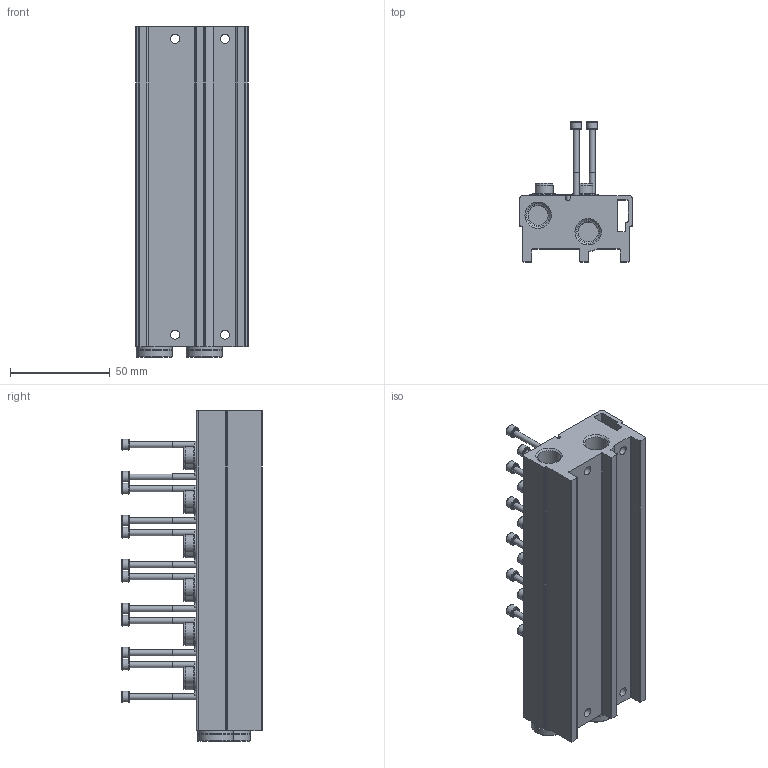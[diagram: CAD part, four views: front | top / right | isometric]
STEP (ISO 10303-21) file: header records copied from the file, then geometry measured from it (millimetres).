
FILE_DESCRIPTION(/* description */ ('STEP AP214'),/* implementation_level */ '2;1');
FILE_NAME(/* name */ '576469_VABM-B10-20S-G14-6-P3',/* time_stamp */ '2024-09-15T21:28:04+02:00',/* author */ ('License CC BY-ND 4.0'),/* organization */ ('CADENAS'),/* preprocessor_version */ 'ST-DEVELOPER v19.3',/* originating_system */ 'PARTsolutions',/* authorisation */ ' ');
FILE_SCHEMA (('AUTOMOTIVE_DESIGN {1 0 10303 214 3 1 1}'));
Length unit declared in the file: millimetre
Products named in the file (5): 576469 VABM-B10-20S-G14-6-P3; 576469 VABM-B10-20S-G14-6-P3---(M); 1715486 VUVS-G18-2---(S); 2833702 F-M3x40-10.9; 3569 B-1/4---(Plug)
Assembly tree (21 placements, depth 2):
  576469 VABM-B10-20S-G14-6-P3
    576469 VABM-B10-20S-G14-6-P3---(M)
    1715486 VUVS-G18-2---(S)  x6
    2833702 F-M3x40-10.9  x12
    3569 B-1/4---(Plug)  x2
Bounding box: 56.1 x 70.1 x 165.2 mm (x, y, z)
Volume: 213854.3 mm3; surface area: 73562.7 mm2
Topology: 21 solids, 21 shells, 915 faces, 2240 edges, 1429 vertices
Faces by surface type: plane 452, cylinder 265, cone 160, torus 38
Full cylindrical faces by diameter (mm): 2.459 x12, 2.92 x12, 3 x12, 3.242 x1, 3.5 x1, 4.5 x4, 5.5 x12, 6 x24, 8.9 x12, 10.1 x2, 10.8 x12, 11.445 x4, 13.157 x2, 16.2 x2, 18 x4
Entity records: 8080 total; most frequent: CARTESIAN_POINT 1582, DIRECTION 1373, ORIENTED_EDGE 1108, EDGE_CURVE 554, AXIS2_PLACEMENT_3D 546, FACE_BOUND 455, EDGE_LOOP 441, VERTEX_POINT 425
